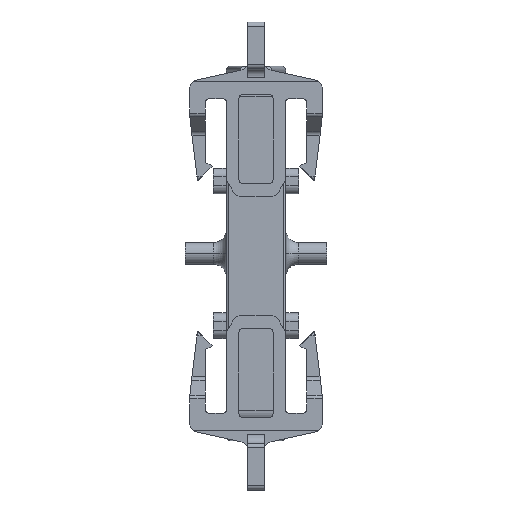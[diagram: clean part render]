
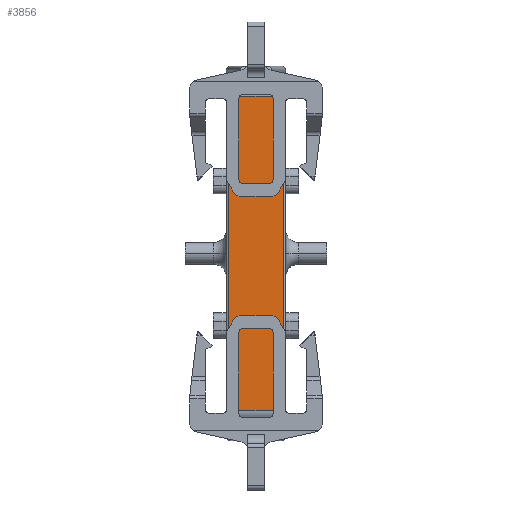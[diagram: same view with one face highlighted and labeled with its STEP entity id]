
A CAD part, front view. The second image highlights one B-rep face of the part: STEP entity #3856.
In plain terms, the highlighted face is planar.
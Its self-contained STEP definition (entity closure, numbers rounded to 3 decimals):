
#12 = EDGE_CURVE ( 'NONE', #3965, #107, #3254, .T. ) ;
#27 = DIRECTION ( 'NONE',  ( -1., 0., 0. ) ) ;
#107 = VERTEX_POINT ( 'NONE', #3814 ) ;
#186 = DIRECTION ( 'NONE',  ( 0., 1., 0. ) ) ;
#480 = ORIENTED_EDGE ( 'NONE', *, *, #3204, .T. ) ;
#649 = EDGE_CURVE ( 'NONE', #107, #2578, #4371, .T. ) ;
#676 = ORIENTED_EDGE ( 'NONE', *, *, #649, .T. ) ;
#797 = DIRECTION ( 'NONE',  ( 0., -1., 0. ) ) ;
#1004 = LINE ( 'NONE', #2361, #1111 ) ;
#1111 = VECTOR ( 'NONE', #1927, 1000. ) ;
#1126 = AXIS2_PLACEMENT_3D ( 'NONE', #1186, #3358, #797 ) ;
#1186 = CARTESIAN_POINT ( 'NONE',  ( -20., 7., 13.5 ) ) ;
#1652 = VECTOR ( 'NONE', #186, 1000. ) ;
#1927 = DIRECTION ( 'NONE',  ( 1., 0., 0. ) ) ;
#2136 = CARTESIAN_POINT ( 'NONE',  ( -18.5, 6.7, 13.5 ) ) ;
#2333 = CARTESIAN_POINT ( 'NONE',  ( -18.5, 6.7, 13.5 ) ) ;
#2361 = CARTESIAN_POINT ( 'NONE',  ( -20., 0.3, 13.5 ) ) ;
#2564 = VECTOR ( 'NONE', #3036, 1000. ) ;
#2578 = VERTEX_POINT ( 'NONE', #2333 ) ;
#2623 = EDGE_CURVE ( 'NONE', #4195, #3965, #1004, .T. ) ;
#2714 = CARTESIAN_POINT ( 'NONE',  ( 18.5, 0.3, 13.5 ) ) ;
#3036 = DIRECTION ( 'NONE',  ( 0., -1., 0. ) ) ;
#3204 = EDGE_CURVE ( 'NONE', #2578, #4195, #3463, .T. ) ;
#3254 = LINE ( 'NONE', #4023, #1652 ) ;
#3358 = DIRECTION ( 'NONE',  ( 0., 0., -1. ) ) ;
#3383 = CARTESIAN_POINT ( 'NONE',  ( -18.5, 0.3, 13.5 ) ) ;
#3389 = PLANE ( 'NONE',  #1126 ) ;
#3463 = LINE ( 'NONE', #5180, #2564 ) ;
#3814 = CARTESIAN_POINT ( 'NONE',  ( 18.5, 6.7, 13.5 ) ) ;
#3856 = ADVANCED_FACE ( 'NONE', ( #4662 ), #3389, .F. ) ;
#3904 = ORIENTED_EDGE ( 'NONE', *, *, #12, .T. ) ;
#3965 = VERTEX_POINT ( 'NONE', #2714 ) ;
#4023 = CARTESIAN_POINT ( 'NONE',  ( 18.5, 7., 13.5 ) ) ;
#4195 = VERTEX_POINT ( 'NONE', #3383 ) ;
#4365 = VECTOR ( 'NONE', #27, 1000. ) ;
#4371 = LINE ( 'NONE', #2136, #4365 ) ;
#4655 = ORIENTED_EDGE ( 'NONE', *, *, #2623, .T. ) ;
#4662 = FACE_OUTER_BOUND ( 'NONE', #4848, .T. ) ;
#4848 = EDGE_LOOP ( 'NONE', ( #3904, #676, #480, #4655 ) ) ;
#5180 = CARTESIAN_POINT ( 'NONE',  ( -18.5, 7., 13.5 ) ) ;
